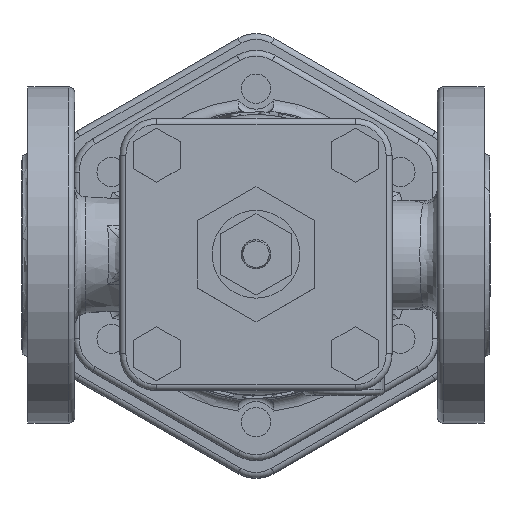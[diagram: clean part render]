
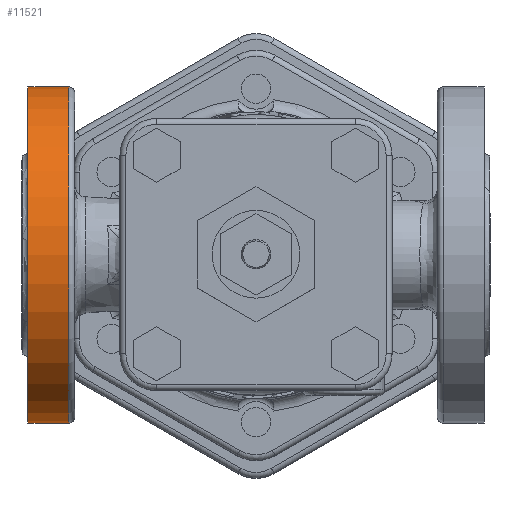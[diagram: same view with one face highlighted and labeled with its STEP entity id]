
A CAD part, top view. The second image highlights one B-rep face of the part: STEP entity #11521.
In plain terms, the highlighted cylindrical face has radius 57.5 mm (diameter 115 mm), a full revolution.
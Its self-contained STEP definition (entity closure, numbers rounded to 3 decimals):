
#2202=CYLINDRICAL_SURFACE('',#12701,57.5);
#2446=FACE_BOUND('',#3969,.T.);
#3038=FACE_OUTER_BOUND('',#3968,.T.);
#3968=EDGE_LOOP('',(#10047));
#3969=EDGE_LOOP('',(#10048));
#4655=CIRCLE('',#12700,57.5);
#4656=CIRCLE('',#12702,57.5);
#5693=VERTEX_POINT('',#30030);
#5694=VERTEX_POINT('',#30033);
#7188=EDGE_CURVE('',#5693,#5693,#4655,.T.);
#7189=EDGE_CURVE('',#5694,#5694,#4656,.T.);
#10047=ORIENTED_EDGE('',*,*,#7189,.T.);
#10048=ORIENTED_EDGE('',*,*,#7188,.F.);
#11521=ADVANCED_FACE('',(#3038,#2446),#2202,.T.);
#12700=AXIS2_PLACEMENT_3D('',#30031,#15476,#15477);
#12701=AXIS2_PLACEMENT_3D('',#30032,#15478,#15479);
#12702=AXIS2_PLACEMENT_3D('',#30034,#15480,#15481);
#15476=DIRECTION('center_axis',(1.,0.,0.));
#15477=DIRECTION('ref_axis',(0.,0.,-1.));
#15478=DIRECTION('center_axis',(1.,0.,0.));
#15479=DIRECTION('ref_axis',(0.,0.,-1.));
#15480=DIRECTION('center_axis',(1.,0.,0.));
#15481=DIRECTION('ref_axis',(0.,0.,-1.));
#30030=CARTESIAN_POINT('',(-64.,0.,151.5));
#30031=CARTESIAN_POINT('Origin',(-64.,0.,94.));
#30032=CARTESIAN_POINT('Origin',(-80.,0.,94.));
#30033=CARTESIAN_POINT('',(-78.,0.,151.5));
#30034=CARTESIAN_POINT('Origin',(-78.,0.,94.));
